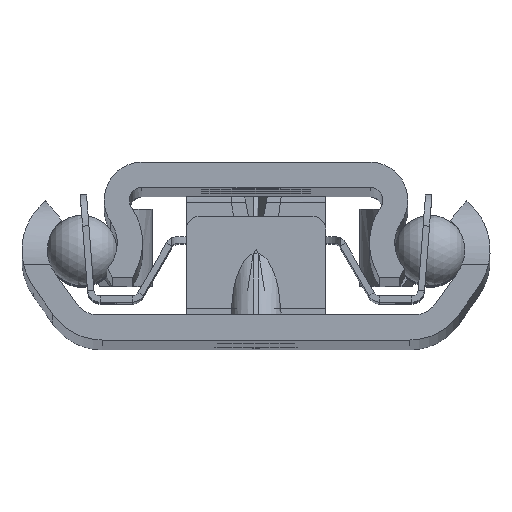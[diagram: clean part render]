
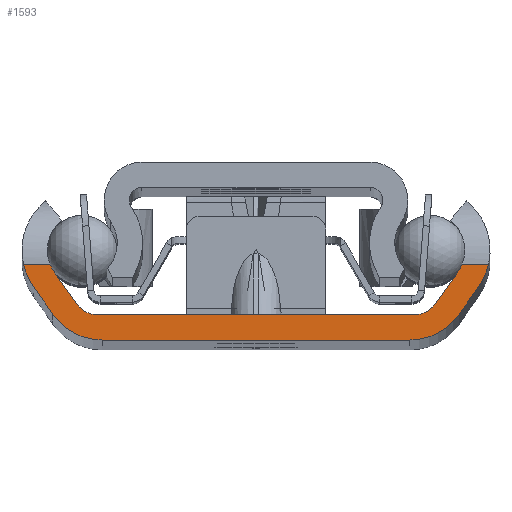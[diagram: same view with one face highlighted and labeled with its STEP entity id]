
A CAD part, top view. The second image highlights one B-rep face of the part: STEP entity #1593.
In plain terms, the highlighted planar face has unit normal (0, 0, 1).
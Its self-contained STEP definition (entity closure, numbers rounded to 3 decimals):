
#36=DIRECTION('',(-1.,0.,0.));
#37=VECTOR('',#36,2.086);
#38=CARTESIAN_POINT('',(18.377,6.,0.));
#39=LINE('',#38,#37);
#40=CARTESIAN_POINT('',(13.5,7.1,0.));
#41=DIRECTION('',(0.,0.,1.));
#42=DIRECTION('',(0.819,-0.574,0.));
#43=AXIS2_PLACEMENT_3D('',#40,#41,#42);
#45=DIRECTION('',(0.574,0.819,0.));
#46=VECTOR('',#45,2.694);
#47=CARTESIAN_POINT('',(16.051,2.026,0.));
#48=LINE('',#47,#46);
#49=DIRECTION('',(1.,0.,0.));
#50=VECTOR('',#49,24.319);
#51=CARTESIAN_POINT('',(-12.16,0.,0.));
#52=LINE('',#51,#50);
#53=DIRECTION('',(0.574,-0.819,0.));
#54=VECTOR('',#53,2.694);
#55=CARTESIAN_POINT('',(-17.596,4.232,0.));
#56=LINE('',#55,#54);
#57=CARTESIAN_POINT('',(-13.5,7.1,0.));
#58=DIRECTION('',(0.,0.,1.));
#59=DIRECTION('',(-0.975,-0.22,0.));
#60=AXIS2_PLACEMENT_3D('',#57,#58,#59);
#62=DIRECTION('',(-1.,0.,0.));
#63=VECTOR('',#62,2.086);
#64=CARTESIAN_POINT('',(-16.291,6.,0.));
#65=LINE('',#64,#63);
#66=CARTESIAN_POINT('',(-13.5,7.1,0.));
#67=DIRECTION('',(0.,0.,-1.));
#68=DIRECTION('',(-0.819,-0.574,0.));
#69=AXIS2_PLACEMENT_3D('',#66,#67,#68);
#71=DIRECTION('',(-0.574,0.819,0.));
#72=VECTOR('',#71,3.084);
#73=CARTESIAN_POINT('',(-14.188,2.853,0.));
#74=LINE('',#73,#72);
#75=DIRECTION('',(-1.,0.,0.));
#76=VECTOR('',#75,25.1);
#77=CARTESIAN_POINT('',(12.55,2.,0.));
#78=LINE('',#77,#76);
#79=DIRECTION('',(-0.574,-0.819,0.));
#80=VECTOR('',#79,3.084);
#81=CARTESIAN_POINT('',(15.957,5.379,0.));
#82=LINE('',#81,#80);
#83=CARTESIAN_POINT('',(13.5,7.1,0.));
#84=DIRECTION('',(0.,0.,-1.));
#85=DIRECTION('',(0.93,-0.367,0.));
#86=AXIS2_PLACEMENT_3D('',#83,#84,#85);
#126=CARTESIAN_POINT('',(12.55,4.,0.));
#127=DIRECTION('',(0.,0.,-1.));
#128=DIRECTION('',(0.819,-0.574,0.));
#129=AXIS2_PLACEMENT_3D('',#126,#127,#128);
#368=CARTESIAN_POINT('',(-12.55,4.,0.));
#369=DIRECTION('',(0.,0.,-1.));
#370=DIRECTION('',(0.,-1.,0.));
#371=AXIS2_PLACEMENT_3D('',#368,#369,#370);
#450=CARTESIAN_POINT('',(-12.16,4.75,0.));
#451=DIRECTION('',(0.,0.,1.));
#452=DIRECTION('',(-0.819,-0.574,0.));
#453=AXIS2_PLACEMENT_3D('',#450,#451,#452);
#632=CARTESIAN_POINT('',(12.16,4.75,0.));
#633=DIRECTION('',(0.,0.,1.));
#634=DIRECTION('',(0.,-1.,0.));
#635=AXIS2_PLACEMENT_3D('',#632,#633,#634);
#1302=CARTESIAN_POINT('',(-15.957,5.379,0.));
#1303=VERTEX_POINT('',#1302);
#1304=CARTESIAN_POINT('',(-17.596,4.232,0.));
#1305=VERTEX_POINT('',#1304);
#1306=CARTESIAN_POINT('',(17.596,4.232,0.));
#1307=VERTEX_POINT('',#1306);
#1308=CARTESIAN_POINT('',(15.957,5.379,0.));
#1309=VERTEX_POINT('',#1308);
#1311=CARTESIAN_POINT('',(12.55,2.,0.));
#1313=VERTEX_POINT('',#1311);
#1315=CARTESIAN_POINT('',(14.188,2.853,
0.));
#1317=VERTEX_POINT('',#1315);
#1319=CARTESIAN_POINT('',(-14.188,2.853,0.));
#1321=VERTEX_POINT('',#1319);
#1323=CARTESIAN_POINT('',(-12.55,2.,0.));
#1325=VERTEX_POINT('',#1323);
#1326=CARTESIAN_POINT('',(16.051,2.026,0.));
#1328=VERTEX_POINT('',#1326);
#1332=CARTESIAN_POINT('',(12.16,0.,0.));
#1333=VERTEX_POINT('',#1332);
#1334=CARTESIAN_POINT('',(-12.16,0.,0.));
#1336=VERTEX_POINT('',#1334);
#1340=CARTESIAN_POINT('',(-16.051,2.026,0.));
#1341=VERTEX_POINT('',#1340);
#1342=CARTESIAN_POINT('',(18.377,6.,0.));
#1343=CARTESIAN_POINT('',(16.291,6.,0.));
#1344=VERTEX_POINT('',#1342);
#1345=VERTEX_POINT('',#1343);
#1346=CARTESIAN_POINT('',(-16.291,6.,0.));
#1347=CARTESIAN_POINT('',(-18.377,6.,0.));
#1348=VERTEX_POINT('',#1346);
#1349=VERTEX_POINT('',#1347);
#1554=CARTESIAN_POINT('',(0.,0.,0.));
#1555=DIRECTION('',(0.,0.,1.));
#1556=DIRECTION('',(1.,0.,0.));
#1557=AXIS2_PLACEMENT_3D('',#1554,#1555,#1556);
#1558=PLANE('',#1557);
#1560=ORIENTED_EDGE('',*,*,#1559,.F.);
#1562=ORIENTED_EDGE('',*,*,#1561,.F.);
#1564=ORIENTED_EDGE('',*,*,#1563,.F.);
#1566=ORIENTED_EDGE('',*,*,#1565,.F.);
#1568=ORIENTED_EDGE('',*,*,#1567,.F.);
#1570=ORIENTED_EDGE('',*,*,#1569,.F.);
#1572=ORIENTED_EDGE('',*,*,#1571,.F.);
#1574=ORIENTED_EDGE('',*,*,#1573,.F.);
#1576=ORIENTED_EDGE('',*,*,#1575,.F.);
#1578=ORIENTED_EDGE('',*,*,#1577,.F.);
#1580=ORIENTED_EDGE('',*,*,#1579,.F.);
#1582=ORIENTED_EDGE('',*,*,#1581,.F.);
#1584=ORIENTED_EDGE('',*,*,#1583,.F.);
#1586=ORIENTED_EDGE('',*,*,#1585,.F.);
#1588=ORIENTED_EDGE('',*,*,#1587,.F.);
#1590=ORIENTED_EDGE('',*,*,#1589,.F.);
#1591=EDGE_LOOP('',(#1560,#1562,#1564,#1566,#1568,#1570,#1572,#1574,#1576,#1578,
#1580,#1582,#1584,#1586,#1588,#1590));
#1592=FACE_OUTER_BOUND('',#1591,.F.);
#1593=ADVANCED_FACE('',(#1592),#1558,.T.);
#44=CIRCLE('',#43,5.);
#61=CIRCLE('',#60,5.);
#70=CIRCLE('',#69,3.);
#87=CIRCLE('',#86,3.);
#130=CIRCLE('',#129,2.);
#372=CIRCLE('',#371,2.);
#454=CIRCLE('',#453,4.75);
#636=CIRCLE('',#635,4.75);
#1559=EDGE_CURVE('',#1344,#1345,#39,.T.);
#1561=EDGE_CURVE('',#1307,#1344,#44,.T.);
#1563=EDGE_CURVE('',#1328,#1307,#48,.T.);
#1565=EDGE_CURVE('',#1333,#1328,#636,.T.);
#1567=EDGE_CURVE('',#1336,#1333,#52,.T.);
#1569=EDGE_CURVE('',#1341,#1336,#454,.T.);
#1571=EDGE_CURVE('',#1305,#1341,#56,.T.);
#1573=EDGE_CURVE('',#1349,#1305,#61,.T.);
#1575=EDGE_CURVE('',#1348,#1349,#65,.T.);
#1577=EDGE_CURVE('',#1303,#1348,#70,.T.);
#1579=EDGE_CURVE('',#1321,#1303,#74,.T.);
#1581=EDGE_CURVE('',#1325,#1321,#372,.T.);
#1583=EDGE_CURVE('',#1313,#1325,#78,.T.);
#1585=EDGE_CURVE('',#1317,#1313,#130,.T.);
#1587=EDGE_CURVE('',#1309,#1317,#82,.T.);
#1589=EDGE_CURVE('',#1345,#1309,#87,.T.);
